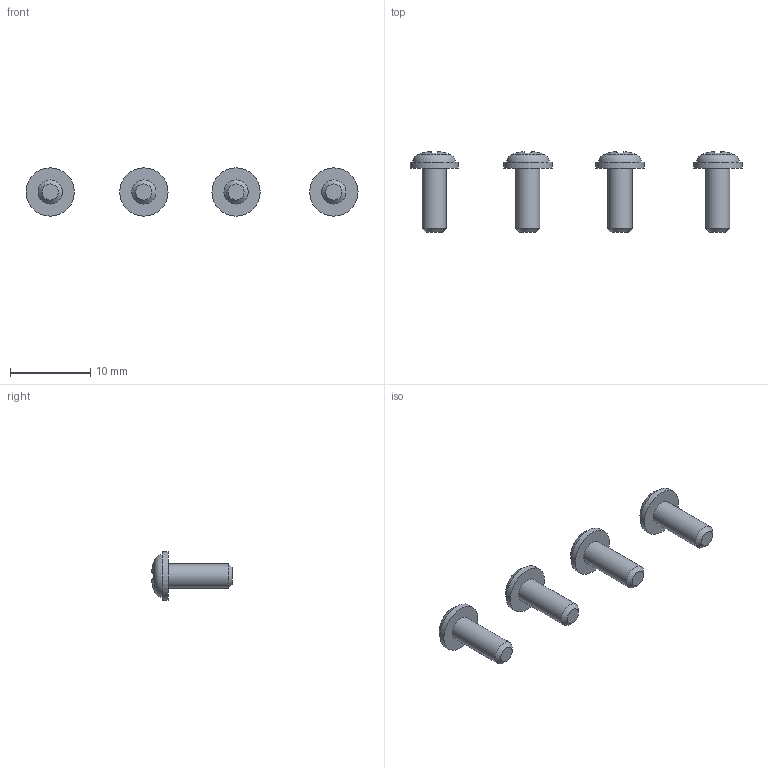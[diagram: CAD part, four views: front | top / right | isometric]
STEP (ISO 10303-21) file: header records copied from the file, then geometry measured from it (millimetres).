
FILE_DESCRIPTION((''),'2;1');
FILE_NAME('96600010_B_M-SHR.stp','2013-02-04T11:25:17',('Watermann'),(''),'Autodesk Inventor 2013','Autodesk Inventor 2013','');
FILE_SCHEMA(('AUTOMOTIVE_DESIGN { 1 0 10303 214 1 1 1 1 }'));
Length unit declared in the file: millimetre
Products named in the file (2): Baugruppe3; SHR Z KA30X8 WN 1411 OG_3DSYM
Assembly tree (4 placements, depth 2):
  Baugruppe3
    SHR Z KA30X8 WN 1411 OG_3DSYM  x4
Bounding box: 41.27 x 10.05 x 6 mm (x, y, z)
Volume: 373 mm3; surface area: 660 mm2
Topology: 4 solids, 4 shells, 136 faces, 324 edges, 208 vertices
Faces by surface type: plane 64, torus 52, cylinder 12, cone 4, sphere 4
Full cylindrical faces by diameter (mm): 3 x4, 5.3 x4, 6 x4
Entity records: 1164 total; most frequent: CARTESIAN_POINT 324, DIRECTION 168, ORIENTED_EDGE 152, EDGE_CURVE 76, AXIS2_PLACEMENT_3D 72, VERTEX_POINT 52, EDGE_LOOP 42, FACE_OUTER_BOUND 34
